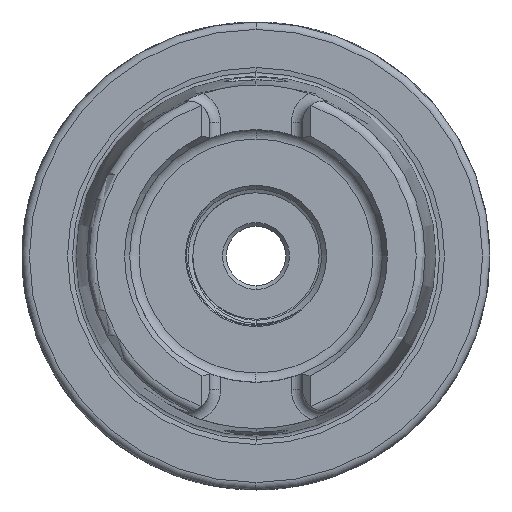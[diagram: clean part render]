
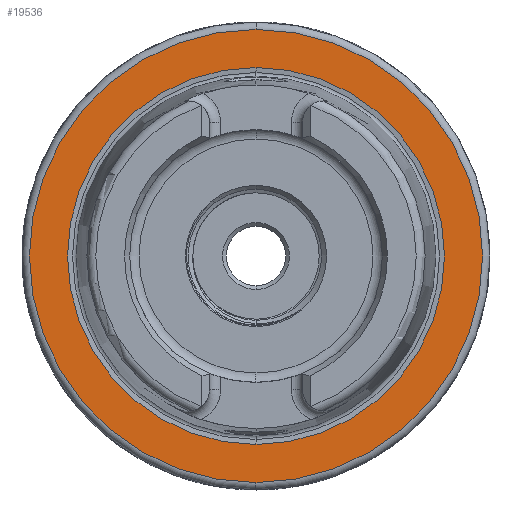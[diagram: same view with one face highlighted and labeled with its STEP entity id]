
A CAD part, left-side view. The second image highlights one B-rep face of the part: STEP entity #19536.
In plain terms, the highlighted planar face has unit normal (-1, 0, 0).
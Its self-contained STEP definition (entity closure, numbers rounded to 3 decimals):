
#78 = AXIS2_PLACEMENT_3D ( 'NONE', #607, #574, #589 ) ;
#79 = AXIS2_PLACEMENT_3D ( 'NONE', #620, #622, #635 ) ;
#267 = AXIS2_PLACEMENT_3D ( 'NONE', #3121, #3099, #3120 ) ;
#383 = CARTESIAN_POINT ( 'NONE',  ( 0., 0., 30.5 ) ) ;
#403 = CARTESIAN_POINT ( 'NONE',  ( 0., 0., 25.369 ) ) ;
#446 = CARTESIAN_POINT ( 'NONE',  ( 0., 0., -25.369 ) ) ;
#574 = DIRECTION ( 'NONE',  ( 1., 0., 0. ) ) ;
#589 = DIRECTION ( 'NONE',  ( 0., 0., -1. ) ) ;
#607 = CARTESIAN_POINT ( 'NONE',  ( 0., 0., 0. ) ) ;
#620 = CARTESIAN_POINT ( 'NONE',  ( 0., 0., 0. ) ) ;
#622 = DIRECTION ( 'NONE',  ( -1., 0., 0. ) ) ;
#635 = DIRECTION ( 'NONE',  ( 0., 0., 1. ) ) ;
#1540 = CARTESIAN_POINT ( 'NONE',  ( 0., 0., -30.5 ) ) ;
#3096 = PLANE ( 'NONE',  #267 ) ;
#3099 = DIRECTION ( 'NONE',  ( -1., 0., 0. ) ) ;
#3120 = DIRECTION ( 'NONE',  ( 0., 0., 1. ) ) ;
#3121 = CARTESIAN_POINT ( 'NONE',  ( 0., 25.369, 0. ) ) ;
#4294 = FACE_BOUND ( 'NONE', #10136, .T. ) ;
#4304 = FACE_OUTER_BOUND ( 'NONE', #10124, .T. ) ;
#10124 = EDGE_LOOP ( 'NONE', ( #18722, #18681 ) ) ;
#10136 = EDGE_LOOP ( 'NONE', ( #18668, #18707 ) ) ;
#14055 = DIRECTION ( 'NONE',  ( 1., 0., 0. ) ) ;
#14059 = CARTESIAN_POINT ( 'NONE',  ( 0., 0., 0. ) ) ;
#14060 = DIRECTION ( 'NONE',  ( 0., 0., -1. ) ) ;
#14240 = DIRECTION ( 'NONE',  ( 0., 0., 1. ) ) ;
#14263 = DIRECTION ( 'NONE',  ( -1., 0., 0. ) ) ;
#14276 = CARTESIAN_POINT ( 'NONE',  ( 0., 0., 0. ) ) ;
#15289 = EDGE_CURVE ( 'NONE', #18137, #18124, #17007, .T. ) ;
#15373 = EDGE_CURVE ( 'NONE', #18097, #18046, #17101, .T. ) ;
#15676 = EDGE_CURVE ( 'NONE', #18124, #18137, #17364, .T. ) ;
#15686 = EDGE_CURVE ( 'NONE', #18046, #18097, #17328, .T. ) ;
#15804 = AXIS2_PLACEMENT_3D ( 'NONE', #14059, #14055, #14060 ) ;
#15836 = AXIS2_PLACEMENT_3D ( 'NONE', #14276, #14263, #14240 ) ;
#17007 = CIRCLE ( 'NONE', #15804, 25.369 ) ;
#17101 = CIRCLE ( 'NONE', #15836, 30.5 ) ;
#17328 = CIRCLE ( 'NONE', #79, 30.5 ) ;
#17364 = CIRCLE ( 'NONE', #78, 25.369 ) ;
#18046 = VERTEX_POINT ( 'NONE', #1540 ) ;
#18097 = VERTEX_POINT ( 'NONE', #383 ) ;
#18124 = VERTEX_POINT ( 'NONE', #446 ) ;
#18137 = VERTEX_POINT ( 'NONE', #403 ) ;
#18668 = ORIENTED_EDGE ( 'NONE', *, *, #15289, .T. ) ;
#18681 = ORIENTED_EDGE ( 'NONE', *, *, #15686, .T. ) ;
#18707 = ORIENTED_EDGE ( 'NONE', *, *, #15676, .T. ) ;
#18722 = ORIENTED_EDGE ( 'NONE', *, *, #15373, .T. ) ;
#19536 = ADVANCED_FACE ( 'NONE', ( #4304, #4294 ), #3096, .T. ) ;
